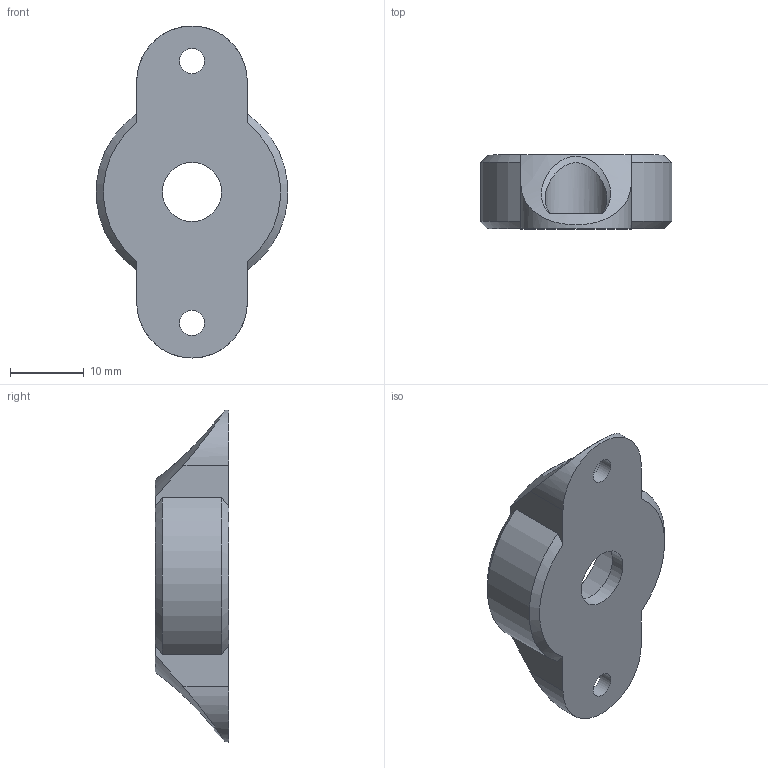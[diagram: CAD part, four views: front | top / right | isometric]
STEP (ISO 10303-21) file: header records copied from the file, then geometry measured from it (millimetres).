
FILE_DESCRIPTION(/* description */ (''),/* implementation_level */ '2;1');
FILE_NAME(/* name */ 'bearing seat 608 v3.step',/* time_stamp */ '2022-09-28T12:54:45-07:00',/* author */ (''),/* organization */ (''),/* preprocessor_version */ 'ST-DEVELOPER v19',/* originating_system */ 'Autodesk Translation Framework v11.7.0.108',/* authorisation */ '');
FILE_SCHEMA (('AUTOMOTIVE_DESIGN { 1 0 10303 214 3 1 1 }'));
Length unit declared in the file: millimetre
Products named in the file (2): bearing seat 608; bearing seat 608_1
Assembly tree (1 placements, depth 2):
  bearing seat 608
    bearing seat 608_1
Bounding box: 25.9 x 10 x 45 mm (x, y, z)
Volume: 3351.7 mm3; surface area: 2995.9 mm2
Topology: 1 solids, 1 shells, 29 faces, 69 edges, 46 vertices
Faces by surface type: cylinder 11, plane 10, cone 6, bspline 2
Full cylindrical faces by diameter (mm): 3.4 x2, 8 x1, 18 x1, 22 x1
Entity records: 1598 total; most frequent: CARTESIAN_POINT 893, ORIENTED_EDGE 138, DIRECTION 133, EDGE_CURVE 69, AXIS2_PLACEMENT_3D 56, VERTEX_POINT 46, EDGE_LOOP 39, FACE_OUTER_BOUND 29
